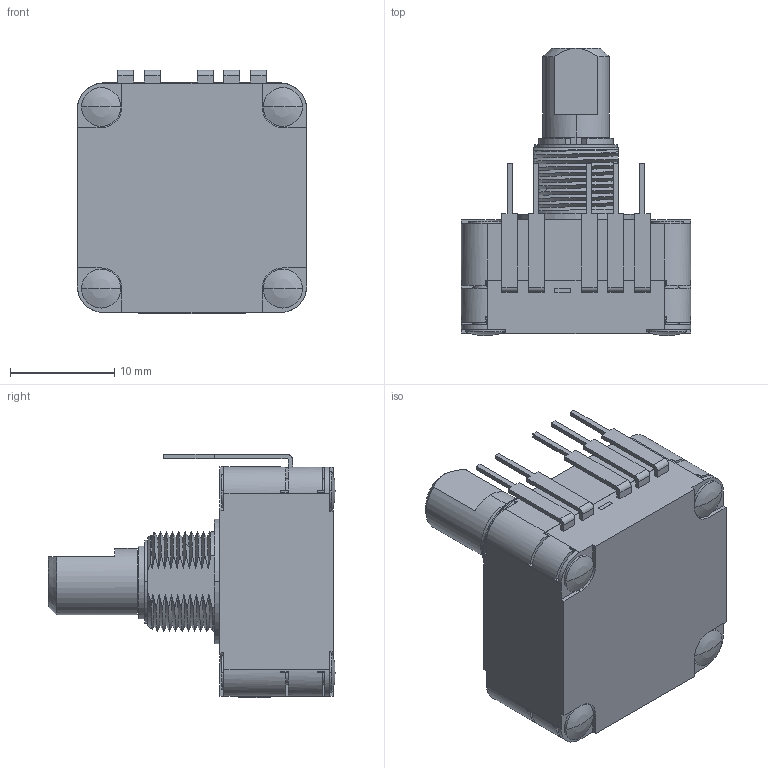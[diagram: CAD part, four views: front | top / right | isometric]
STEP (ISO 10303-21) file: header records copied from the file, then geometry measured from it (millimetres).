
FILE_DESCRIPTION((''),'2;1');
FILE_NAME('25BSF22THRU36-BG-1-XX_SW0001','2009-11-20T',('Administrator'),(''),'PRO/ENGINEER BY PARAMETRIC TECHNOLOGY CORPORATION, 2006200','PRO/ENGINEER BY PARAMETRIC TECHNOLOGY CORPORATION, 2006200','');
FILE_SCHEMA(('CONFIG_CONTROL_DESIGN'));
Length unit declared in the file: inch
Products named in the file (1): 25BSF22THRU36-BG-1-XX_SW0001
Bounding box: 21.97 x 27.51 x 23.3 mm (x, y, z)
Volume: 2883.9 mm3; surface area: 5519.7 mm2
Topology: 1 solids, 1 shells, 552 faces, 1507 edges, 977 vertices
Faces by surface type: plane 343, cylinder 136, bspline 46, cone 19, sphere 8
Entity records: 23761 total; most frequent: CARTESIAN_POINT 6449, ORIENTED_EDGE 2982, DIRECTION 2750, EDGE_CURVE 1491, VERTEX_POINT 977, VECTOR 940, LINE 940, AXIS2_PLACEMENT_3D 905
